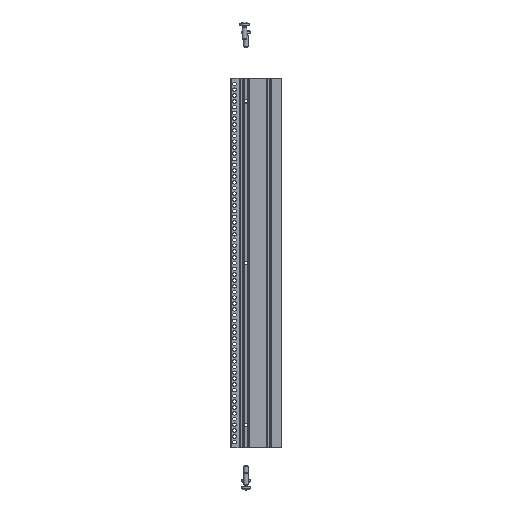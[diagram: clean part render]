
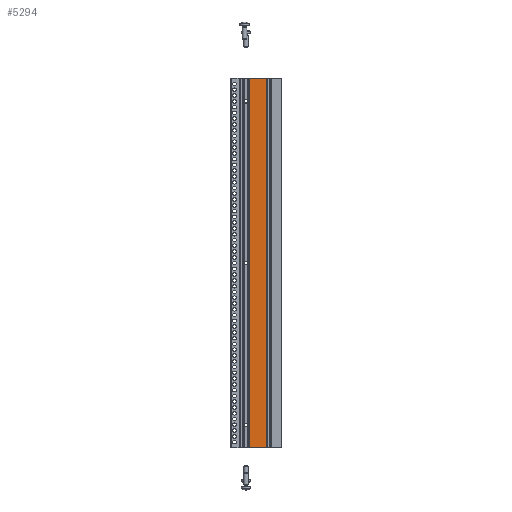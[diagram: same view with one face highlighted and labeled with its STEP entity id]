
A CAD part, front view. The second image highlights one B-rep face of the part: STEP entity #5294.
In plain terms, the highlighted face is planar.
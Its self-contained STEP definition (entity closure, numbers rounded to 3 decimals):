
#159=PLANE($,#5883);
#246=LINE($,#7961,#526);
#248=LINE($,#7981,#528);
#258=LINE($,#8016,#538);
#364=LINE($,#8855,#644);
#526=VECTOR($,#6441,15.12);
#528=VECTOR($,#6461,325.12);
#538=VECTOR($,#6503,15.12);
#644=VECTOR($,#6733,325.12);
#1370=FACE_OUTER_BOUND($,#2022,.T.);
#2022=EDGE_LOOP($,(#4757,#4758,#4759,#4760));
#2604=VERTEX_POINT($,#7958);
#2605=VERTEX_POINT($,#7960);
#2614=VERTEX_POINT($,#7980);
#2623=VERTEX_POINT($,#8015);
#3130=EDGE_CURVE($,#2604,#2605,#246,.T.);
#3140=EDGE_CURVE($,#2605,#2614,#248,.T.);
#3158=EDGE_CURVE($,#2614,#2623,#258,.T.);
#3321=EDGE_CURVE($,#2604,#2623,#364,.T.);
#4757=ORIENTED_EDGE($,*,*,#3140,.F.);
#4758=ORIENTED_EDGE($,*,*,#3130,.F.);
#4759=ORIENTED_EDGE($,*,*,#3321,.T.);
#4760=ORIENTED_EDGE($,*,*,#3158,.F.);
#5294=ADVANCED_FACE($,(#1370),#159,.T.);
#5883=AXIS2_PLACEMENT_3D($,#9301,#7310,#7311);
#6441=DIRECTION($,(1.,0.,0.));
#6461=DIRECTION($,(0.,0.,1.));
#6503=DIRECTION($,(-1.,0.,0.));
#6733=DIRECTION($,(0.,0.,1.));
#7310=DIRECTION('center_axis',(0.,1.,0.));
#7311=DIRECTION('ref_axis',(0.,0.,1.));
#7958=CARTESIAN_POINT('',(889.214,368.351,0.));
#7960=CARTESIAN_POINT('',(904.334,368.351,0.));
#7961=CARTESIAN_POINT($,(830.912,368.351,0.));
#7980=CARTESIAN_POINT('',(904.334,368.351,325.12));
#7981=CARTESIAN_POINT($,(904.334,368.351,162.56));
#8015=CARTESIAN_POINT('',(889.214,368.351,325.12));
#8016=CARTESIAN_POINT($,(894.896,368.351,325.12));
#8855=CARTESIAN_POINT($,(889.214,368.351,162.56));
#9301=CARTESIAN_POINT('Origin',(880.239,368.351,0.));
